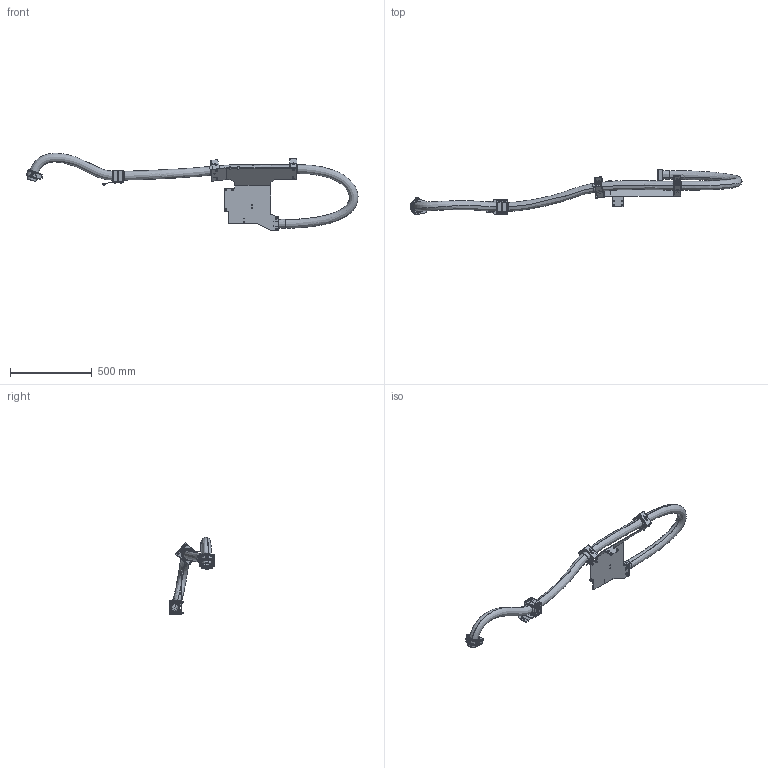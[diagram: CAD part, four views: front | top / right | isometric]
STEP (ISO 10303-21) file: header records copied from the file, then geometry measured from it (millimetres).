
FILE_DESCRIPTION (( 'STEP AP203' ), '1' );
FILE_NAME ('P2219-1.STEP', '2019-11-15T12:23:42', ( 'admin' ), ( '' ), 'SwSTEP 2.0', 'SolidWorks 2017', '' );
FILE_SCHEMA (( 'CONFIG_CONTROL_DESIGN' ));
Products named in the file (1): P2219-1
Bounding box: 2029.54 x 277.6 x 474.26 mm (x, y, z)
Volume: 2277811.1 mm3; surface area: 1477483.3 mm2
Topology: 47 solids, 47 shells, 3386 faces, 8619 edges, 5341 vertices
Faces by surface type: plane 1176, cylinder 1101, bspline 678, torus 186, cone 149, sphere 96
Entity records: 191737 total; most frequent: CARTESIAN_POINT 114321, ORIENTED_EDGE 16926, DIRECTION 15006, EDGE_CURVE 8463, AXIS2_PLACEMENT_3D 5540, VERTEX_POINT 5333, LINE 3926, VECTOR 3926
